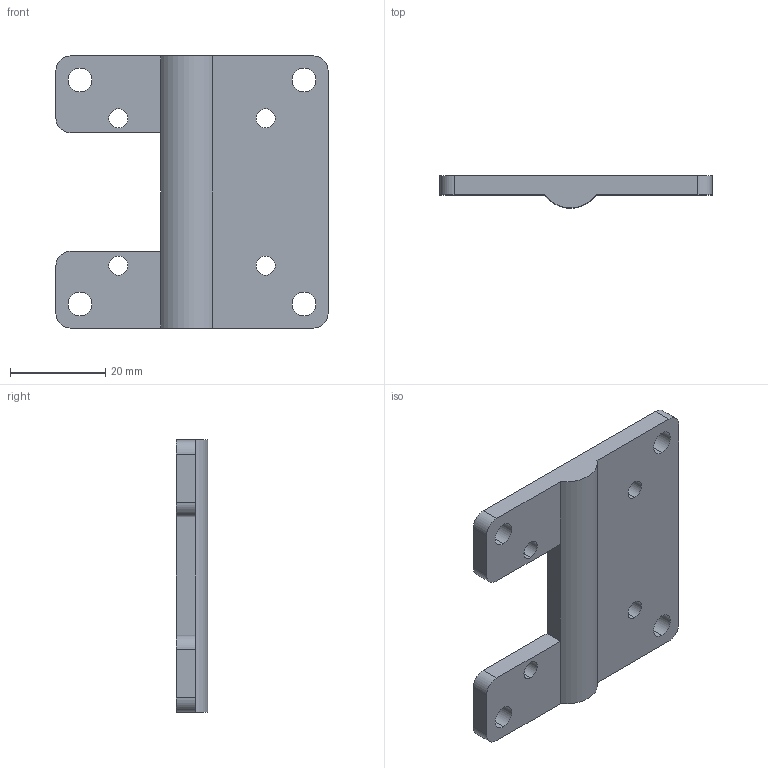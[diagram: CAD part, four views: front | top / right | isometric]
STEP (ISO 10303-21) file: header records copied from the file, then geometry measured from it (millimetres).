
FILE_DESCRIPTION (( 'STEP AP214' ), '1' );
FILE_NAME ('X axis Belt Mount 2mm.STEP', '2020-02-12T12:33:11', ( '' ), ( '' ), 'SwSTEP 2.0', 'SolidWorks 2019', '' );
FILE_SCHEMA (( 'AUTOMOTIVE_DESIGN' ));
Length unit declared in the file: millimetre
Products named in the file (1): X axis Belt Mount 2mm
Bounding box: 57.25 x 6.73 x 57.25 mm (x, y, z)
Volume: 11121.4 mm3; surface area: 7714.9 mm2
Topology: 1 solids, 1 shells, 120 faces, 301 edges, 200 vertices
Faces by surface type: plane 97, cylinder 23
Entity records: 3621 total; most frequent: CARTESIAN_POINT 622, ORIENTED_EDGE 602, DIRECTION 589, EDGE_CURVE 301, LINE 255, VECTOR 255, VERTEX_POINT 200, AXIS2_PLACEMENT_3D 167
